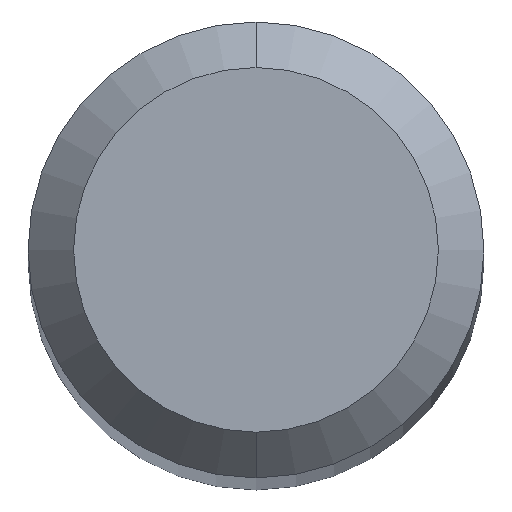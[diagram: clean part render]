
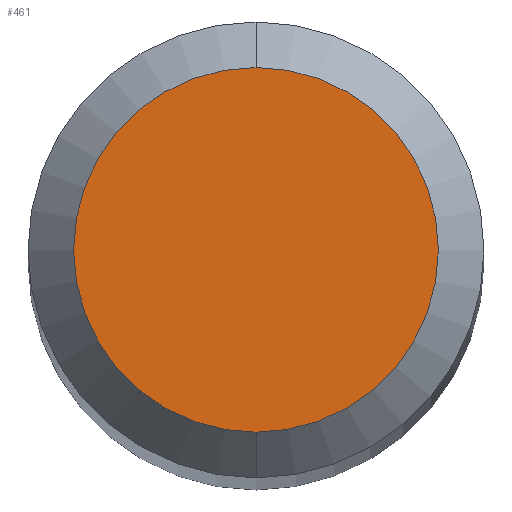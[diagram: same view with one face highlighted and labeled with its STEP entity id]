
A CAD part, top view. The second image highlights one B-rep face of the part: STEP entity #461.
In plain terms, the highlighted planar face has unit normal (0, 0, 1).
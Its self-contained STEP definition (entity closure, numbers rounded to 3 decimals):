
#341=EDGE_CURVE('',#769,#361,#960,.T.);
#361=VERTEX_POINT('',#980);
#461=ADVANCED_FACE('',(#1093),#1094,.T.);
#769=VERTEX_POINT('',#1430);
#847=EDGE_CURVE('',#361,#769,#1515,.T.);
#960=CIRCLE('',#1634,1.2);
#980=CARTESIAN_POINT('',(0.,-1.2,0.0));
#1093=FACE_OUTER_BOUND('',#2048,.T.);
#1094=PLANE('',#2049);
#1430=CARTESIAN_POINT('',(0.0,1.2,0.0));
#1515=CIRCLE('',#4575,1.2);
#1634=AXIS2_PLACEMENT_3D('',#6059,#6060,#6061);
#2048=EDGE_LOOP('',(#6225,#6226));
#2049=AXIS2_PLACEMENT_3D('',#6227,#6228,#6229);
#4575=AXIS2_PLACEMENT_3D('',#6661,#6662,#6663);
#6059=CARTESIAN_POINT('',(0.0,0.0,0.0));
#6060=DIRECTION('',(0.0,0.0,-1.0));
#6061=DIRECTION('',(0.0,1.0,0.0));
#6225=ORIENTED_EDGE('',*,*,#341,.F.);
#6226=ORIENTED_EDGE('',*,*,#847,.F.);
#6227=CARTESIAN_POINT('',(0.0,0.6,0.0));
#6228=DIRECTION('',(-0.0,0.0,1.0));
#6229=DIRECTION('',(0.0,-1.0,0.0));
#6661=CARTESIAN_POINT('',(0.0,0.0,0.0));
#6662=DIRECTION('',(0.0,0.0,-1.0));
#6663=DIRECTION('',(0.0,1.0,0.0));
